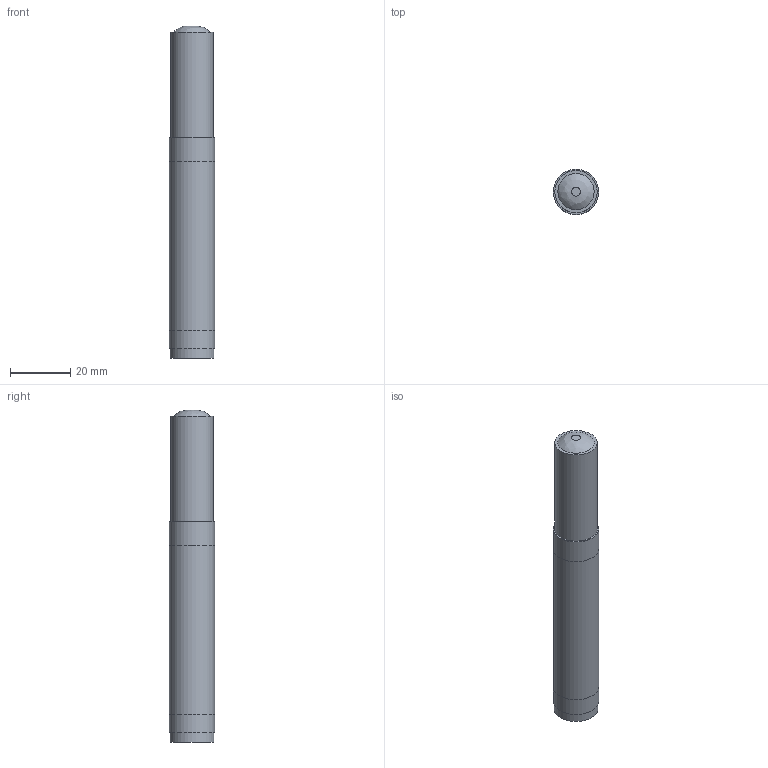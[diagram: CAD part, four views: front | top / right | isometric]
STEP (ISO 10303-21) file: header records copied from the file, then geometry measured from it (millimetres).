
FILE_DESCRIPTION(/* description */ (''),/* implementation_level */ '2;1');
FILE_NAME(/* name */ '3d_SENS-H-S_APONE.step',/* time_stamp */ '2021-08-05T11:00:07+02:00',/* author */ (''),/* organization */ (''),/* preprocessor_version */ 'ST-DEVELOPER v18.1',/* originating_system */ 'Autodesk Translation Framework v10.9.0.1377',/* authorisation */ '');
FILE_SCHEMA (('AUTOMOTIVE_DESIGN { 1 0 10303 214 3 1 1 }'));
Length unit declared in the file: millimetre
Products named in the file (2): SENS-H-S; Filtr_R1-SENS
Assembly tree (1 placements, depth 2):
  SENS-H-S
    Filtr_R1-SENS
Bounding box: 15 x 15 x 110 mm (x, y, z)
Volume: 17998.1 mm3; surface area: 7442.9 mm2
Topology: 6 solids, 6 shells, 48 faces, 96 edges, 64 vertices
Faces by surface type: plane 23, cylinder 22, bspline 3
Full cylindrical faces by diameter (mm): 8.5 x1, 10 x1, 10.137 x2, 11.85 x3, 12.5 x3, 14 x1, 14.5 x1, 15 x3
Entity records: 2554 total; most frequent: CARTESIAN_POINT 1476, DIRECTION 207, ORIENTED_EDGE 192, EDGE_CURVE 96, AXIS2_PLACEMENT_3D 85, VERTEX_POINT 64, EDGE_LOOP 56, FACE_OUTER_BOUND 48
